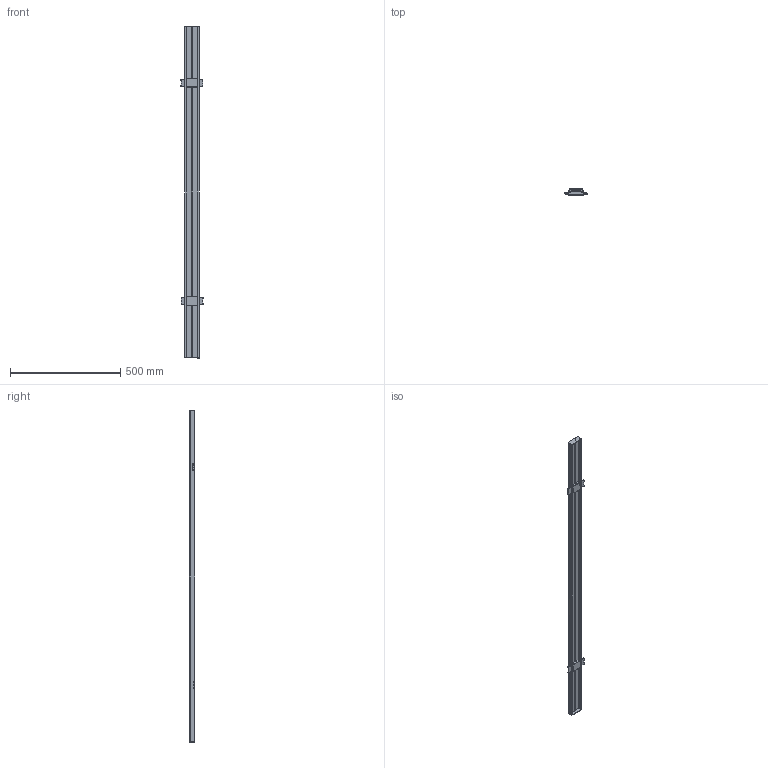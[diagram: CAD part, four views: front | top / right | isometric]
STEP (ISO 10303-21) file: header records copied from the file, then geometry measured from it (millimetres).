
FILE_DESCRIPTION (( 'STEP AP214' ), '1' );
FILE_NAME ('TRUSYS UNIV DALI.STEP', '2024-05-16T08:35:13', ( '' ), ( '' ), 'SwSTEP 2.0', 'SolidWorks 2022', '' );
FILE_SCHEMA (( 'AUTOMOTIVE_DESIGN' ));
Length unit declared in the file: millimetre
Products named in the file (1): TRUSYS UNIV DALI
Bounding box: 100.7 x 25.21 x 1504 mm (x, y, z)
Volume: 395956 mm3; surface area: 658741.7 mm2
Topology: 6 solids, 6 shells, 336 faces, 896 edges, 564 vertices
Faces by surface type: plane 172, cylinder 122, torus 40, bspline 2
Entity records: 14295 total; most frequent: CARTESIAN_POINT 2073, ORIENTED_EDGE 1792, DIRECTION 1746, EDGE_CURVE 896, LINE 600, VECTOR 600, AXIS2_PLACEMENT_3D 573, VERTEX_POINT 564
